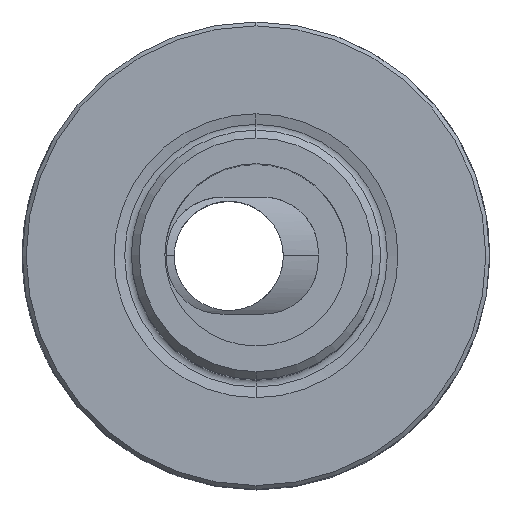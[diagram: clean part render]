
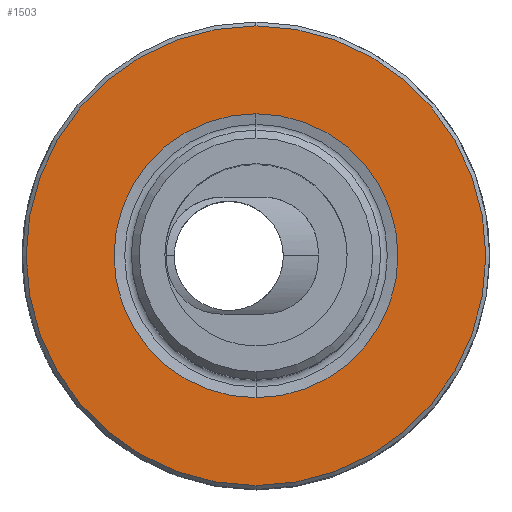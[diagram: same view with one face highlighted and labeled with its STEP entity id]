
A CAD part, top view. The second image highlights one B-rep face of the part: STEP entity #1503.
In plain terms, the highlighted planar face has unit normal (0, 0, 1).
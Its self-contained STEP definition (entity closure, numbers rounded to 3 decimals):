
#851=EDGE_CURVE('NONE',#1793,#1003,#2237,.T.);
#943=VERTEX_POINT('NONE',#2343);
#1003=VERTEX_POINT('NONE',#2409);
#1237=EDGE_CURVE('NONE',#943,#1575,#2663,.T.);
#1503=ADVANCED_FACE('NONE',(#2962,#2963),#2964,.F.);
#1575=VERTEX_POINT('NONE',#3047);
#1783=EDGE_CURVE('NONE',#1575,#943,#3279,.T.);
#1793=VERTEX_POINT('NONE',#3290);
#1879=EDGE_CURVE('NONE',#1003,#1793,#3387,.T.);
#2237=CIRCLE('',#3927,9.112);
#2343=CARTESIAN_POINT('',(0.,14.75,0.));
#2409=CARTESIAN_POINT('',(0.,9.112,0.0));
#2663=CIRCLE('',#4797,14.75);
#2962=FACE_OUTER_BOUND('',#5374,.T.);
#2963=FACE_BOUND('',#5375,.T.);
#2964=PLANE('',#5376);
#3047=CARTESIAN_POINT('',(0.,-14.75,0.));
#3279=CIRCLE('',#5915,14.75);
#3290=CARTESIAN_POINT('',(0.,-9.112,0.0));
#3387=CIRCLE('',#6119,9.112);
#3927=AXIS2_PLACEMENT_3D('',#6722,#6723,#6724);
#4797=AXIS2_PLACEMENT_3D('',#7211,#7212,#7213);
#5374=EDGE_LOOP('',(#7560,#7561));
#5375=EDGE_LOOP('',(#7562,#7563));
#5376=AXIS2_PLACEMENT_3D('',#7564,#7565,#7566);
#5915=AXIS2_PLACEMENT_3D('',#7896,#7897,#7898);
#6119=AXIS2_PLACEMENT_3D('',#8043,#8044,#8045);
#6722=CARTESIAN_POINT('',(0.0,0.0,0.0));
#6723=DIRECTION('',(-0.0,0.0,1.0));
#6724=DIRECTION('',(0.,-1.0,0.0));
#7211=CARTESIAN_POINT('',(0.,0.,0.));
#7212=DIRECTION('',(0.0,0.0,1.0));
#7213=DIRECTION('',(0.,1.0,0.0));
#7560=ORIENTED_EDGE('',*,*,#1783,.T.);
#7561=ORIENTED_EDGE('',*,*,#1237,.T.);
#7562=ORIENTED_EDGE('',*,*,#1879,.F.);
#7563=ORIENTED_EDGE('',*,*,#851,.F.);
#7564=CARTESIAN_POINT('',(-8.0,0.,0.0));
#7565=DIRECTION('',(0.0,0.0,-1.0));
#7566=DIRECTION('',(0.0,1.0,0.0));
#7896=CARTESIAN_POINT('',(0.,0.,0.));
#7897=DIRECTION('',(0.0,0.0,1.0));
#7898=DIRECTION('',(0.,1.0,0.0));
#8043=CARTESIAN_POINT('',(0.0,0.0,0.0));
#8044=DIRECTION('',(-0.0,0.0,1.0));
#8045=DIRECTION('',(0.,-1.0,0.0));
